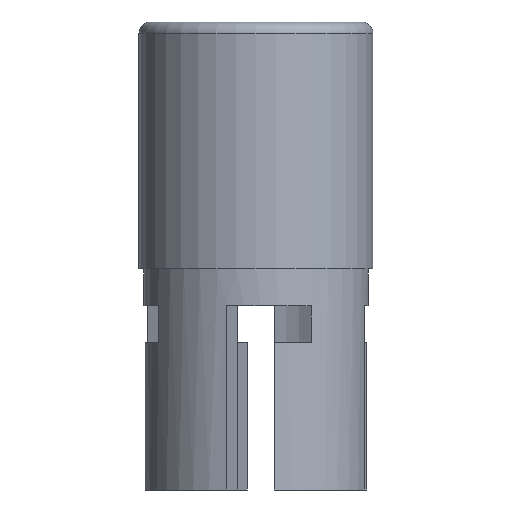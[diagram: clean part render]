
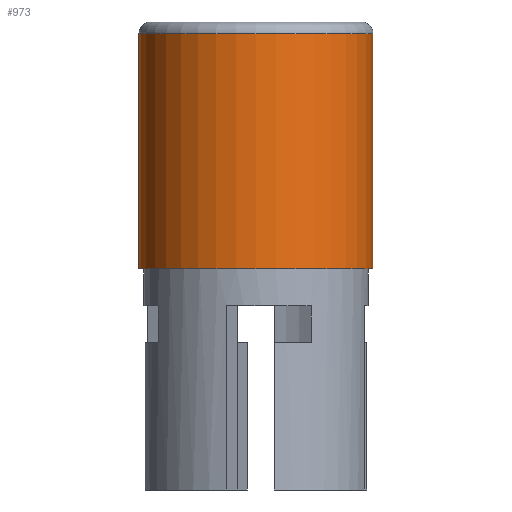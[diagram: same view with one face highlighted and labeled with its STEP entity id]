
A CAD part, front view. The second image highlights one B-rep face of the part: STEP entity #973.
In plain terms, the highlighted cylindrical face has radius 0.635 mm (diameter 1.27 mm), a partial arc.
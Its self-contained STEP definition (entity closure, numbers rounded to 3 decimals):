
#34 = EDGE_CURVE ( 'NONE', #503, #63, #640, .T. ) ;
#63 = VERTEX_POINT ( 'NONE', #386 ) ;
#164 = CARTESIAN_POINT ( 'NONE',  ( 0.635, 0., 5.016 ) ) ;
#180 = ORIENTED_EDGE ( 'NONE', *, *, #951, .T. ) ;
#187 = CARTESIAN_POINT ( 'NONE',  ( 0., 0., 5.08 ) ) ;
#197 = CARTESIAN_POINT ( 'NONE',  ( -0.635, 0., 5.016 ) ) ;
#247 = EDGE_LOOP ( 'NONE', ( #1316, #180, #873, #676 ) ) ;
#284 = CARTESIAN_POINT ( 'NONE',  ( -0.635, 0., 5.08 ) ) ;
#301 = DIRECTION ( 'NONE',  ( -1., 0., 0. ) ) ;
#313 = DIRECTION ( 'NONE',  ( 0., 0., -1. ) ) ;
#314 = FACE_OUTER_BOUND ( 'NONE', #247, .T. ) ;
#386 = CARTESIAN_POINT ( 'NONE',  ( -0.635, 0., 3.74 ) ) ;
#394 = CARTESIAN_POINT ( 'NONE',  ( 0., 0., 3.74 ) ) ;
#433 = LINE ( 'NONE', #572, #727 ) ;
#503 = VERTEX_POINT ( 'NONE', #197 ) ;
#504 = DIRECTION ( 'NONE',  ( -1., 0., 0. ) ) ;
#524 = AXIS2_PLACEMENT_3D ( 'NONE', #1019, #1003, #999 ) ;
#531 = CYLINDRICAL_SURFACE ( 'NONE', #1314, 0.635 ) ;
#562 = VERTEX_POINT ( 'NONE', #1386 ) ;
#572 = CARTESIAN_POINT ( 'NONE',  ( 0.635, 0., 5.08 ) ) ;
#640 = LINE ( 'NONE', #284, #1071 ) ;
#676 = ORIENTED_EDGE ( 'NONE', *, *, #1296, .T. ) ;
#727 = VECTOR ( 'NONE', #779, 1000. ) ;
#750 = VERTEX_POINT ( 'NONE', #164 ) ;
#779 = DIRECTION ( 'NONE',  ( 0., 0., -1. ) ) ;
#853 = EDGE_CURVE ( 'NONE', #750, #562, #433, .T. ) ;
#873 = ORIENTED_EDGE ( 'NONE', *, *, #853, .F. ) ;
#894 = CIRCLE ( 'NONE', #1205, 0.635 ) ;
#951 = EDGE_CURVE ( 'NONE', #63, #562, #894, .T. ) ;
#973 = ADVANCED_FACE ( 'NONE', ( #314 ), #531, .T. ) ;
#999 = DIRECTION ( 'NONE',  ( 1., 0., 0. ) ) ;
#1003 = DIRECTION ( 'NONE',  ( 0., 0., -1. ) ) ;
#1014 = DIRECTION ( 'NONE',  ( 0., 0., -1. ) ) ;
#1019 = CARTESIAN_POINT ( 'NONE',  ( 0., 0., 5.016 ) ) ;
#1020 = CIRCLE ( 'NONE', #524, 0.635 ) ;
#1071 = VECTOR ( 'NONE', #1014, 1000. ) ;
#1149 = DIRECTION ( 'NONE',  ( 0., 0., 1. ) ) ;
#1205 = AXIS2_PLACEMENT_3D ( 'NONE', #394, #1149, #504 ) ;
#1296 = EDGE_CURVE ( 'NONE', #750, #503, #1020, .T. ) ;
#1314 = AXIS2_PLACEMENT_3D ( 'NONE', #187, #313, #301 ) ;
#1316 = ORIENTED_EDGE ( 'NONE', *, *, #34, .T. ) ;
#1386 = CARTESIAN_POINT ( 'NONE',  ( 0.635, 0., 3.74 ) ) ;
